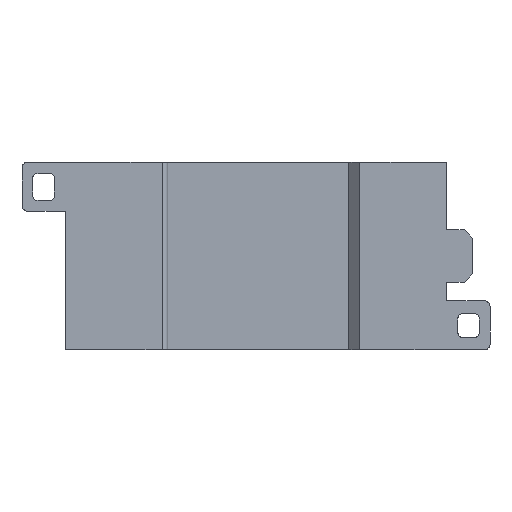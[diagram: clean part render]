
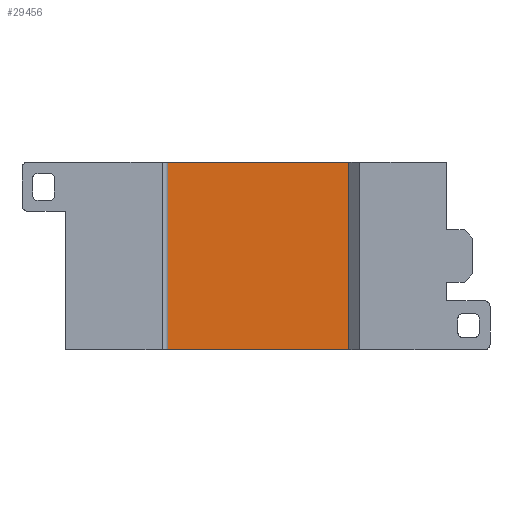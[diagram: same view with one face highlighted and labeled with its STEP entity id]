
A CAD part, front view. The second image highlights one B-rep face of the part: STEP entity #29456.
In plain terms, the highlighted planar face has unit normal (0, -1, 0).
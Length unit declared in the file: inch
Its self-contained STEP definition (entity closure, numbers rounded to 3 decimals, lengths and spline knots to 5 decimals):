
#1012 = ORIENTED_EDGE ( 'NONE', *, *, #3706, .T. ) ;
#1562 = CARTESIAN_POINT ( 'NONE',  ( -1.36, -1.12, -0.67 ) ) ;
#1582 = LINE ( 'NONE', #19068, #13441 ) ;
#1952 = CARTESIAN_POINT ( 'NONE',  ( 0.74, -1.12, -0.67 ) ) ;
#1998 = PLANE ( 'NONE',  #3076 ) ;
#3076 = AXIS2_PLACEMENT_3D ( 'NONE', #11599, #28290, #13980 ) ;
#3593 = VERTEX_POINT ( 'NONE', #7905 ) ;
#3706 = EDGE_CURVE ( 'NONE', #22161, #21312, #5793, .T. ) ;
#5793 = LINE ( 'NONE', #22775, #17670 ) ;
#6062 = DIRECTION ( 'NONE',  ( 0., 0., 1. ) ) ;
#7393 = ORIENTED_EDGE ( 'NONE', *, *, #19813, .T. ) ;
#7905 = CARTESIAN_POINT ( 'NONE',  ( -0.67, -1.12, 0.67 ) ) ;
#7954 = DIRECTION ( 'NONE',  ( -1., 0., 0. ) ) ;
#8149 = VECTOR ( 'NONE', #7954, 39.37008 ) ;
#10031 = CARTESIAN_POINT ( 'NONE',  ( 0.74, -1.12, 0.67 ) ) ;
#11599 = CARTESIAN_POINT ( 'NONE',  ( -0.67, -1.12, -0.73 ) ) ;
#13441 = VECTOR ( 'NONE', #23820, 39.37008 ) ;
#13980 = DIRECTION ( 'NONE',  ( 0., 0., 1. ) ) ;
#14473 = LINE ( 'NONE', #15018, #8149 ) ;
#15018 = CARTESIAN_POINT ( 'NONE',  ( -1.36, -1.12, 0.67 ) ) ;
#17045 = ORIENTED_EDGE ( 'NONE', *, *, #23024, .T. ) ;
#17337 = EDGE_CURVE ( 'NONE', #28267, #3593, #1582, .T. ) ;
#17670 = VECTOR ( 'NONE', #6062, 39.37008 ) ;
#18150 = DIRECTION ( 'NONE',  ( 1., 0., 0. ) ) ;
#19068 = CARTESIAN_POINT ( 'NONE',  ( -0.67, -1.12, -0.73 ) ) ;
#19813 = EDGE_CURVE ( 'NONE', #28267, #22161, #28372, .T. ) ;
#21312 = VERTEX_POINT ( 'NONE', #10031 ) ;
#21975 = VECTOR ( 'NONE', #18150, 39.37008 ) ;
#22161 = VERTEX_POINT ( 'NONE', #1952 ) ;
#22775 = CARTESIAN_POINT ( 'NONE',  ( 0.74, -1.12, -0.73 ) ) ;
#23024 = EDGE_CURVE ( 'NONE', #21312, #3593, #14473, .T. ) ;
#23820 = DIRECTION ( 'NONE',  ( 0., 0., 1. ) ) ;
#24679 = ORIENTED_EDGE ( 'NONE', *, *, #17337, .F. ) ;
#26794 = EDGE_LOOP ( 'NONE', ( #17045, #24679, #7393, #1012 ) ) ;
#28267 = VERTEX_POINT ( 'NONE', #30692 ) ;
#28290 = DIRECTION ( 'NONE',  ( 0., 1., 0. ) ) ;
#28372 = LINE ( 'NONE', #1562, #21975 ) ;
#29456 = ADVANCED_FACE ( 'NONE', ( #29689 ), #1998, .F. ) ;
#29689 = FACE_OUTER_BOUND ( 'NONE', #26794, .T. ) ;
#30692 = CARTESIAN_POINT ( 'NONE',  ( -0.67, -1.12, -0.67 ) ) ;
